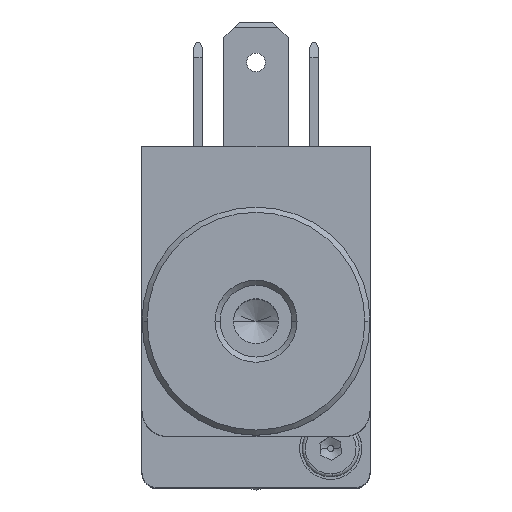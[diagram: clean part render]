
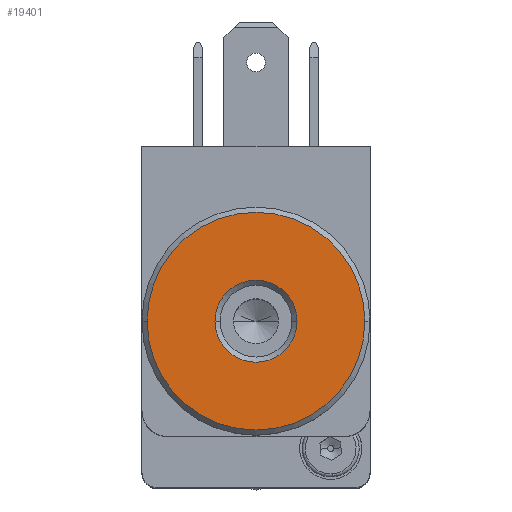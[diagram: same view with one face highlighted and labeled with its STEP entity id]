
A CAD part, top view. The second image highlights one B-rep face of the part: STEP entity #19401.
In plain terms, the highlighted face is planar.
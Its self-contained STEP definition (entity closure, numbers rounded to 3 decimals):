
#19171=CARTESIAN_POINT('',(-10.5,0.,-2.25));
#19172=VERTEX_POINT('',#19171);
#19179=CARTESIAN_POINT('',(10.5,0.0,-2.25));
#19180=VERTEX_POINT('',#19179);
#19181=CARTESIAN_POINT('',(0.0,0.0,-2.25));
#19182=DIRECTION('',(0.0,0.0,1.0));
#19183=DIRECTION('',(-1.0,0.0,0.0));
#19184=AXIS2_PLACEMENT_3D('',#19181,#19182,#19183);
#19185=CIRCLE('',#19184,10.5);
#19186=EDGE_CURVE('',#19172,#19180,#19185,.T.);
#19245=CARTESIAN_POINT('',(-3.956,0.,-2.25));
#19246=VERTEX_POINT('',#19245);
#19260=CARTESIAN_POINT('',(3.956,0.0,-2.25));
#19261=VERTEX_POINT('',#19260);
#19268=CARTESIAN_POINT('',(0.0,0.0,-2.25));
#19269=DIRECTION('',(0.0,0.0,-1.0));
#19270=DIRECTION('',(-1.0,0.0,0.0));
#19271=AXIS2_PLACEMENT_3D('',#19268,#19269,#19270);
#19272=CIRCLE('',#19271,3.956);
#19273=EDGE_CURVE('',#19261,#19246,#19272,.T.);
#19370=CARTESIAN_POINT('',(0.0,0.0,-2.25));
#19371=DIRECTION('',(0.0,0.0,-1.0));
#19372=DIRECTION('',(-1.0,0.0,0.0));
#19373=AXIS2_PLACEMENT_3D('',#19370,#19371,#19372);
#19374=CIRCLE('',#19373,3.956);
#19375=EDGE_CURVE('',#19246,#19261,#19374,.T.);
#19382=CARTESIAN_POINT('',(0.92,0.0,-2.25));
#19383=DIRECTION('',(0.0,0.0,1.0));
#19384=DIRECTION('',(1.0,0.0,0.0));
#19385=AXIS2_PLACEMENT_3D('',#19382,#19383,#19384);
#19386=PLANE('',#19385);
#19387=CARTESIAN_POINT('',(0.0,0.0,-2.25));
#19388=DIRECTION('',(0.0,0.0,1.0));
#19389=DIRECTION('',(-1.0,0.0,0.0));
#19390=AXIS2_PLACEMENT_3D('',#19387,#19388,#19389);
#19391=CIRCLE('',#19390,10.5);
#19392=EDGE_CURVE('',#19180,#19172,#19391,.T.);
#19393=ORIENTED_EDGE('',*,*,#19392,.F.);
#19394=ORIENTED_EDGE('',*,*,#19186,.F.);
#19395=EDGE_LOOP('',(#19393,#19394));
#19396=FACE_OUTER_BOUND('',#19395,.T.);
#19397=ORIENTED_EDGE('',*,*,#19273,.F.);
#19398=ORIENTED_EDGE('',*,*,#19375,.F.);
#19399=EDGE_LOOP('',(#19397,#19398));
#19400=FACE_BOUND('',#19399,.T.);
#19401=ADVANCED_FACE('',(#19396,#19400),#19386,.F.);
